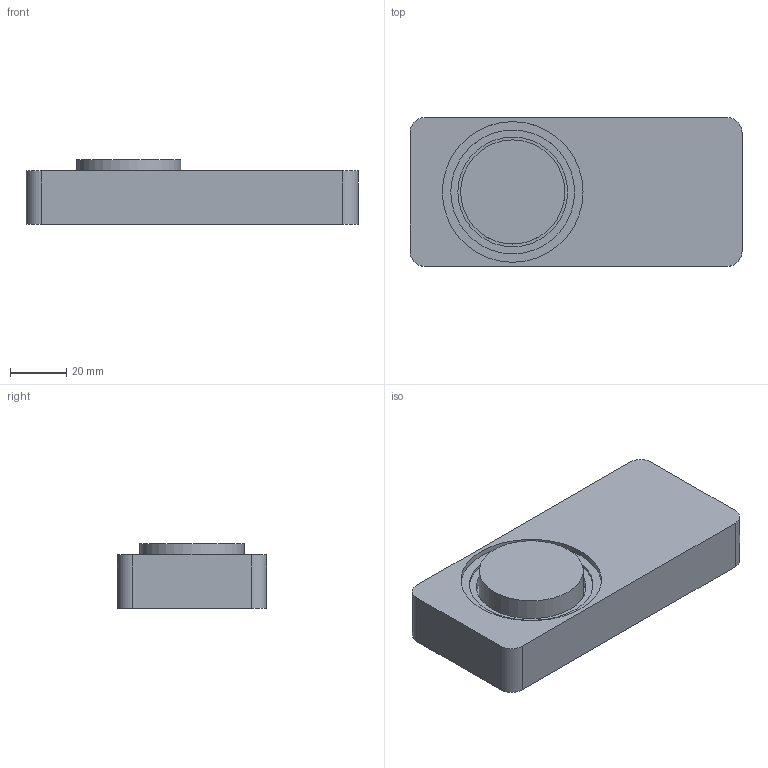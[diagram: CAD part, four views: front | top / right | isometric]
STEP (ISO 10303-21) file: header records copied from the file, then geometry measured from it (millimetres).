
FILE_DESCRIPTION(/* description */ (''),/* implementation_level */ '2;1');
FILE_NAME(/* name */ 'Casing.stp',/* time_stamp */ '2021-12-10T15:47:08+07:00',/* author */ ('Portable'),/* organization */ (''),/* preprocessor_version */ 'ST-DEVELOPER v16.5',/* originating_system */ 'Autodesk Inventor 2017',/* authorisation */ '');
FILE_SCHEMA (('AUTOMOTIVE_DESIGN { 1 0 10303 214 3 1 1 }'));
Length unit declared in the file: millimetre
Products named in the file (3): Base2; BaseAmp; Knob Potensio
Assembly tree (2 placements, depth 2):
  Base2
    BaseAmp
    Knob Potensio
Bounding box: 118 x 53 x 23 mm (x, y, z)
Volume: 65037.7 mm3; surface area: 26377 mm2
Topology: 2 solids, 2 shells, 41 faces, 96 edges, 64 vertices
Faces by surface type: plane 21, cylinder 20
Full cylindrical faces by diameter (mm): 3 x1, 6.2 x1, 6.5 x1, 8.5 x3, 37 x1, 39 x1, 44 x1, 50 x1
Entity records: 1243 total; most frequent: DIRECTION 218, CARTESIAN_POINT 196, ORIENTED_EDGE 172, EDGE_CURVE 86, AXIS2_PLACEMENT_3D 86, EDGE_LOOP 66, VERTEX_POINT 64, LINE 46
